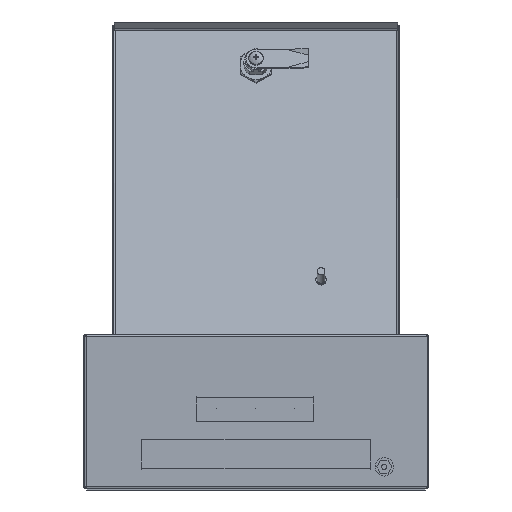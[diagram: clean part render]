
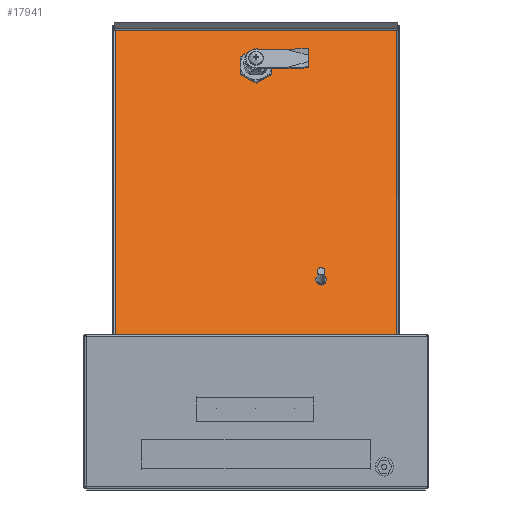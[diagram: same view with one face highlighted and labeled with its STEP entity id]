
A CAD part, left-side view. The second image highlights one B-rep face of the part: STEP entity #17941.
In plain terms, the highlighted face is planar.
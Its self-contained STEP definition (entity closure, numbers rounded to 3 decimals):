
#298 = VERTEX_POINT ( 'NONE', #13398 ) ;
#882 = VERTEX_POINT ( 'NONE', #7804 ) ;
#1369 = DIRECTION ( 'NONE',  ( 0., 1., 0. ) ) ;
#1389 = DIRECTION ( 'NONE',  ( 1., 0., 0. ) ) ;
#1734 = DIRECTION ( 'NONE',  ( -1., 0., 0. ) ) ;
#2084 = AXIS2_PLACEMENT_3D ( 'NONE', #16263, #3236, #14936 ) ;
#2405 = DIRECTION ( 'NONE',  ( 1., 0., 0. ) ) ;
#2409 = EDGE_CURVE ( 'NONE', #15559, #17367, #10871, .T. ) ;
#2529 = ORIENTED_EDGE ( 'NONE', *, *, #2409, .F. ) ;
#2801 = PLANE ( 'NONE',  #3183 ) ;
#3183 = AXIS2_PLACEMENT_3D ( 'NONE', #14411, #7272, #1389 ) ;
#3236 = DIRECTION ( 'NONE',  ( 0., 0., -1. ) ) ;
#3247 = CARTESIAN_POINT ( 'NONE',  ( 133., -108.2, 0. ) ) ;
#3267 = ORIENTED_EDGE ( 'NONE', *, *, #11035, .F. ) ;
#3428 = EDGE_CURVE ( 'NONE', #7494, #6910, #8447, .T. ) ;
#3575 = VECTOR ( 'NONE', #1369, 1000. ) ;
#3871 = LINE ( 'NONE', #6434, #12998 ) ;
#3954 = CARTESIAN_POINT ( 'NONE',  ( 131.2, -108.2, 0. ) ) ;
#4235 = FACE_OUTER_BOUND ( 'NONE', #9774, .T. ) ;
#4306 = CARTESIAN_POINT ( 'NONE',  ( -131.2, -110., 0. ) ) ;
#4413 = CARTESIAN_POINT ( 'NONE',  ( 73., -50., 0. ) ) ;
#4417 = VERTEX_POINT ( 'NONE', #5824 ) ;
#4890 = ORIENTED_EDGE ( 'NONE', *, *, #17017, .T. ) ;
#5405 = AXIS2_PLACEMENT_3D ( 'NONE', #7072, #17686, #18672 ) ;
#5655 = FACE_BOUND ( 'NONE', #13569, .T. ) ;
#5824 = CARTESIAN_POINT ( 'NONE',  ( -131.2, -108.2, 0. ) ) ;
#6434 = CARTESIAN_POINT ( 'NONE',  ( -93.75, -4.71, 0. ) ) ;
#6493 = DIRECTION ( 'NONE',  ( 0., 1., 0. ) ) ;
#6784 = CARTESIAN_POINT ( 'NONE',  ( -110.25, 4.71, 0. ) ) ;
#6910 = VERTEX_POINT ( 'NONE', #10613 ) ;
#7030 = ORIENTED_EDGE ( 'NONE', *, *, #11061, .T. ) ;
#7072 = CARTESIAN_POINT ( 'NONE',  ( -102., 0., 0. ) ) ;
#7078 = FACE_BOUND ( 'NONE', #9025, .T. ) ;
#7272 = DIRECTION ( 'NONE',  ( 0., 0., 1. ) ) ;
#7371 = DIRECTION ( 'NONE',  ( 0., 0., -1. ) ) ;
#7494 = VERTEX_POINT ( 'NONE', #6784 ) ;
#7804 = CARTESIAN_POINT ( 'NONE',  ( -131.2, 108.2, 0. ) ) ;
#7997 = CARTESIAN_POINT ( 'NONE',  ( -110.25, -4.71, 0. ) ) ;
#8447 = CIRCLE ( 'NONE', #5405, 9.5 ) ;
#8751 = ORIENTED_EDGE ( 'NONE', *, *, #16879, .F. ) ;
#9025 = EDGE_LOOP ( 'NONE', ( #3267 ) ) ;
#9687 = EDGE_CURVE ( 'NONE', #6910, #15559, #3871, .T. ) ;
#9741 = CARTESIAN_POINT ( 'NONE',  ( 131.2, 108.2, 0. ) ) ;
#9774 = EDGE_LOOP ( 'NONE', ( #16809, #4890, #7030, #14718 ) ) ;
#10214 = LINE ( 'NONE', #17356, #10602 ) ;
#10602 = VECTOR ( 'NONE', #14251, 1000. ) ;
#10613 = CARTESIAN_POINT ( 'NONE',  ( -93.75, 4.71, 0. ) ) ;
#10730 = VECTOR ( 'NONE', #6493, 1000. ) ;
#10871 = CIRCLE ( 'NONE', #2084, 9.5 ) ;
#11035 = EDGE_CURVE ( 'NONE', #298, #298, #15167, .T. ) ;
#11061 = EDGE_CURVE ( 'NONE', #15832, #17745, #10214, .T. ) ;
#11663 = VECTOR ( 'NONE', #1734, 1000. ) ;
#12334 = DIRECTION ( 'NONE',  ( 0., -1., 0. ) ) ;
#12805 = DIRECTION ( 'NONE',  ( -1., 0., 0. ) ) ;
#12998 = VECTOR ( 'NONE', #12334, 1000. ) ;
#13030 = AXIS2_PLACEMENT_3D ( 'NONE', #4413, #7371, #12805 ) ;
#13107 = ORIENTED_EDGE ( 'NONE', *, *, #9687, .F. ) ;
#13398 = CARTESIAN_POINT ( 'NONE',  ( 72.5, -50., 0. ) ) ;
#13415 = EDGE_CURVE ( 'NONE', #4417, #882, #14579, .T. ) ;
#13569 = EDGE_LOOP ( 'NONE', ( #8751, #2529, #13107, #15992 ) ) ;
#13724 = LINE ( 'NONE', #7997, #10730 ) ;
#14251 = DIRECTION ( 'NONE',  ( 0., -1., 0. ) ) ;
#14411 = CARTESIAN_POINT ( 'NONE',  ( -133., -110., 0. ) ) ;
#14577 = LINE ( 'NONE', #3247, #11663 ) ;
#14579 = LINE ( 'NONE', #4306, #3575 ) ;
#14718 = ORIENTED_EDGE ( 'NONE', *, *, #17206, .T. ) ;
#14936 = DIRECTION ( 'NONE',  ( 1., 0., 0. ) ) ;
#14945 = CARTESIAN_POINT ( 'NONE',  ( -110.25, -4.71, 0. ) ) ;
#15167 = CIRCLE ( 'NONE', #13030, 0.5 ) ;
#15448 = CARTESIAN_POINT ( 'NONE',  ( -133., 108.2, 0. ) ) ;
#15559 = VERTEX_POINT ( 'NONE', #16236 ) ;
#15625 = LINE ( 'NONE', #15448, #17732 ) ;
#15832 = VERTEX_POINT ( 'NONE', #9741 ) ;
#15992 = ORIENTED_EDGE ( 'NONE', *, *, #3428, .F. ) ;
#16236 = CARTESIAN_POINT ( 'NONE',  ( -93.75, -4.71, 0. ) ) ;
#16263 = CARTESIAN_POINT ( 'NONE',  ( -102., 0., 0. ) ) ;
#16809 = ORIENTED_EDGE ( 'NONE', *, *, #13415, .T. ) ;
#16879 = EDGE_CURVE ( 'NONE', #17367, #7494, #13724, .T. ) ;
#17017 = EDGE_CURVE ( 'NONE', #882, #15832, #15625, .T. ) ;
#17206 = EDGE_CURVE ( 'NONE', #17745, #4417, #14577, .T. ) ;
#17356 = CARTESIAN_POINT ( 'NONE',  ( 131.2, 1440., 0. ) ) ;
#17367 = VERTEX_POINT ( 'NONE', #14945 ) ;
#17686 = DIRECTION ( 'NONE',  ( 0., 0., -1. ) ) ;
#17732 = VECTOR ( 'NONE', #2405, 1000. ) ;
#17745 = VERTEX_POINT ( 'NONE', #3954 ) ;
#17941 = ADVANCED_FACE ( 'NONE', ( #7078, #5655, #4235 ), #2801, .F. ) ;
#18672 = DIRECTION ( 'NONE',  ( 1., 0., 0. ) ) ;
